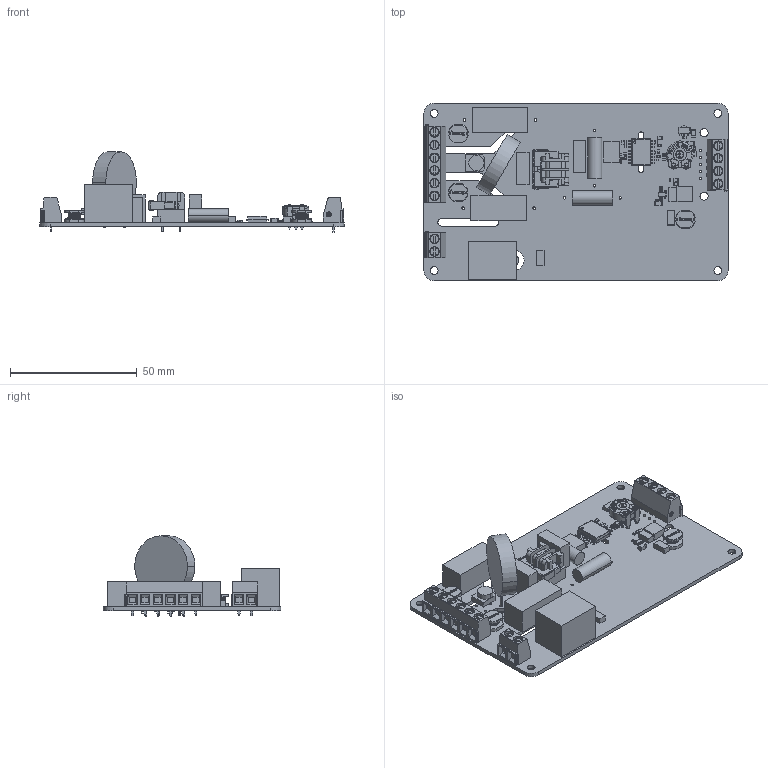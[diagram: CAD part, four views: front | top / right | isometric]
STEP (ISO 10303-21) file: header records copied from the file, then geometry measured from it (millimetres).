
FILE_DESCRIPTION (( 'STEP AP203' ), '1' );
FILE_NAME ('PlasmaDiv.STEP', '2021-12-27T12:10:46', ( '' ), ( '' ), 'SwSTEP 2.0', 'SolidWorks 2020', '' );
FILE_SCHEMA (( 'CONFIG_CONTROL_DESIGN' ));
Length unit declared in the file: millimetre
Products named in the file (181): R9.step; R10.step; L5.step; Extruded-31.step; 6492170976.step; 6492168656.step; C12.step; ARC_VOLTAGE.step; 6492173856.step; C11.step; 6492169376.step; Extruded-15.step; Open_CASCADE_STEP_translator_6.8_7.1.1.step; IndPD2HV_7850.step; D4.step; D2.step; 6492171616.step; Body-1.step; Cylinder.step; C4.step; IC5.step; Cylinder-7.step; Extruded-35.step; Extruded-25.step; R13.step; RE1.step; IC1.step; Extruded-0.step; CenterLeader.step; C3.step; PT10LV10-TERMINAL_IZQUIERDO.step; PT10LV10-TERMINAL_DERECHO.step; Extruded-4.step; Extruded-26.step; 6492169616.step; 10-PIHER_3D_PT10LV10.step; Extruded.step; 6491753872.step; R4.step; msb04001.step ...
Assembly tree (305 placements, depth 6):
  PlasmaDiv
    PlasmaDiv.step
      Board.step
        Open CASCADE STEP translator 6.8 2.1.1.step
      R21.step
        6492161056.step
          Extruded.step
        6492160896.step
          Cylinder.step
      IC5.step
        6292199296.step
          Body.step
            Open_CASCADE_STEP_translator_6.8_7.1.1.step
          Leader.step  x5
      C22.step
        6491753872.step  x2
          Extruded-0.step
        6492174176.step
          Extruded-1.step
      R20.step
        6492170176.step  x2
          Extruded-2.step
        6492169936.step
          Extruded-3.step
      DIAG.step
        6492169776.step
          Extruded-4.step
        6492169616.step
          Extruded-5.step
      RV1.step
        6492171296.step  x2
          Cylinder-6.step
        6492170976.step
          Cylinder-7.step
      RE1.step
        6492159296.step
          Extruded-8.step
      R19.step
        6492173696.step
          Extruded-9.step
        6492173536.step  x2
          Extruded-10.step
      R18.step
        6492166096.step  x2
          Extruded-11.step
        6492173696.step
          Extruded-9.step
      R17.step
        6492173696.step
          Extruded-9.step
        6492173536.step  x2
          Extruded-10.step
      R16.step
        6492173696.step
          Extruded-9.step
        6492173536.step  x2
          Extruded-10.step
      R15.step
        6492173696.step
          Extruded-9.step
Bounding box: 120 x 70 x 31.7 mm (x, y, z)
Volume: 32442.4 mm3; surface area: 32847.9 mm2
Topology: 193 solids, 195 shells, 4014 faces, 9181 edges, 5707 vertices
Faces by surface type: plane 2673, cylinder 936, bspline 162, torus 131, sphere 66, cone 46
Entity records: 105130 total; most frequent: CARTESIAN_POINT 25835, DIRECTION 11898, ORIENTED_EDGE 11538, EDGE_CURVE 5771, AXIS2_PLACEMENT_3D 4193, VERTEX_POINT 3633, LINE 3512, VECTOR 3512
